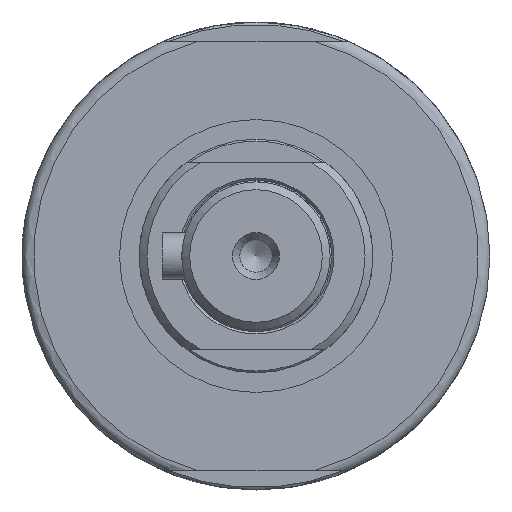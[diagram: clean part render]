
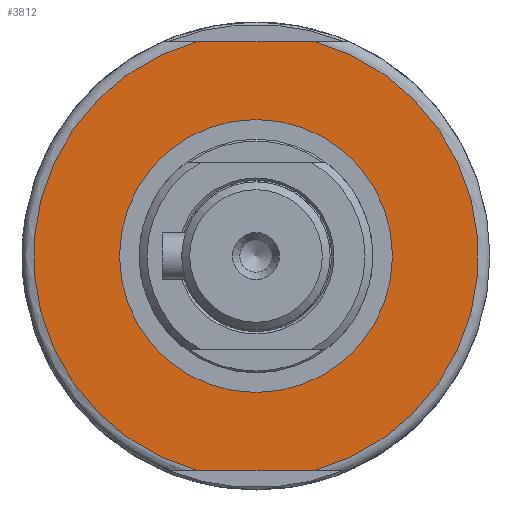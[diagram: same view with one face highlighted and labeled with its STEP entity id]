
A CAD part, left-side view. The second image highlights one B-rep face of the part: STEP entity #3812.
In plain terms, the highlighted planar face has unit normal (-1, 0, 0).
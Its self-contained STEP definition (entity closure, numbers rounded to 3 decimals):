
#348=FACE_BOUND('',#766,.T.);
#389=PLANE('',#4126);
#544=FACE_OUTER_BOUND('',#765,.T.);
#765=EDGE_LOOP('',(#2879,#2880,#2881,#2882));
#766=EDGE_LOOP('',(#2883,#2884));
#1007=CIRCLE('',#4107,17.5);
#1008=CIRCLE('',#4108,17.5);
#1018=CIRCLE('',#4121,28.5);
#1021=CIRCLE('',#4125,28.5);
#1177=LINE('',#5871,#1470);
#1178=LINE('',#5872,#1471);
#1470=VECTOR('',#4695,10.);
#1471=VECTOR('',#4696,10.);
#1796=VERTEX_POINT('',#5773);
#1797=VERTEX_POINT('',#5775);
#1808=VERTEX_POINT('',#5802);
#1809=VERTEX_POINT('',#5817);
#1811=VERTEX_POINT('',#5836);
#1814=VERTEX_POINT('',#5854);
#2198=EDGE_CURVE('',#1797,#1796,#1007,.T.);
#2199=EDGE_CURVE('',#1796,#1797,#1008,.T.);
#2212=EDGE_CURVE('',#1808,#1809,#1018,.T.);
#2218=EDGE_CURVE('',#1814,#1811,#1021,.T.);
#2219=EDGE_CURVE('',#1808,#1811,#1177,.T.);
#2220=EDGE_CURVE('',#1814,#1809,#1178,.T.);
#2879=ORIENTED_EDGE('',*,*,#2219,.T.);
#2880=ORIENTED_EDGE('',*,*,#2218,.F.);
#2881=ORIENTED_EDGE('',*,*,#2220,.T.);
#2882=ORIENTED_EDGE('',*,*,#2212,.F.);
#2883=ORIENTED_EDGE('',*,*,#2198,.T.);
#2884=ORIENTED_EDGE('',*,*,#2199,.T.);
#3812=ADVANCED_FACE('',(#544,#348),#389,.T.);
#4107=AXIS2_PLACEMENT_3D('',#5776,#4653,#4654);
#4108=AXIS2_PLACEMENT_3D('',#5777,#4655,#4656);
#4121=AXIS2_PLACEMENT_3D('',#5818,#4683,#4684);
#4125=AXIS2_PLACEMENT_3D('',#5869,#4691,#4692);
#4126=AXIS2_PLACEMENT_3D('',#5870,#4693,#4694);
#4653=DIRECTION('center_axis',(1.,0.,0.));
#4654=DIRECTION('ref_axis',(0.,1.,0.));
#4655=DIRECTION('center_axis',(1.,0.,0.));
#4656=DIRECTION('ref_axis',(0.,1.,0.));
#4683=DIRECTION('center_axis',(1.,0.,0.));
#4684=DIRECTION('ref_axis',(0.,1.,0.));
#4691=DIRECTION('center_axis',(1.,0.,0.));
#4692=DIRECTION('ref_axis',(0.,1.,0.));
#4693=DIRECTION('center_axis',(-1.,0.,0.));
#4694=DIRECTION('ref_axis',(0.,0.,
1.));
#4695=DIRECTION('',(0.,1.,0.));
#4696=DIRECTION('',(0.,-1.,0.));
#5773=CARTESIAN_POINT('',(-168.5,-17.5,0.));
#5775=CARTESIAN_POINT('',(-168.5,17.5,0.));
#5776=CARTESIAN_POINT('Origin',(-168.5,0.,0.));
#5777=CARTESIAN_POINT('Origin',(-168.5,0.,0.));
#5802=CARTESIAN_POINT('',(-168.5,-7.483,27.5));
#5817=CARTESIAN_POINT('',(-168.5,-7.483,-27.5));
#5818=CARTESIAN_POINT('Origin',(-168.5,0.,0.));
#5836=CARTESIAN_POINT('',(-168.5,7.483,27.5));
#5854=CARTESIAN_POINT('',(-168.5,7.483,-27.5));
#5869=CARTESIAN_POINT('Origin',(-168.5,0.,0.));
#5870=CARTESIAN_POINT('Origin',(-168.5,23.,0.));
#5871=CARTESIAN_POINT('',(-168.5,24.063,27.5));
#5872=CARTESIAN_POINT('',(-168.5,-1.553,-27.5));
